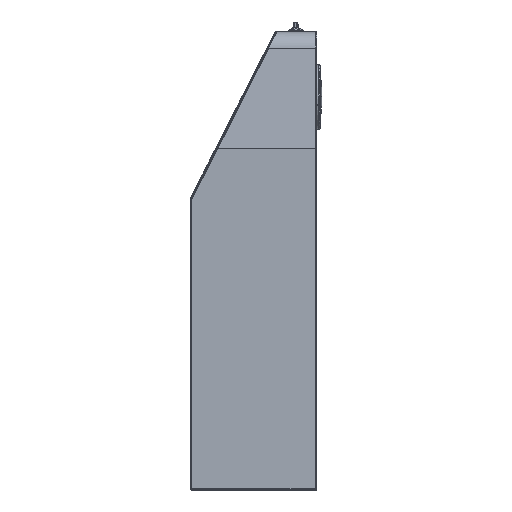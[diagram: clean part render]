
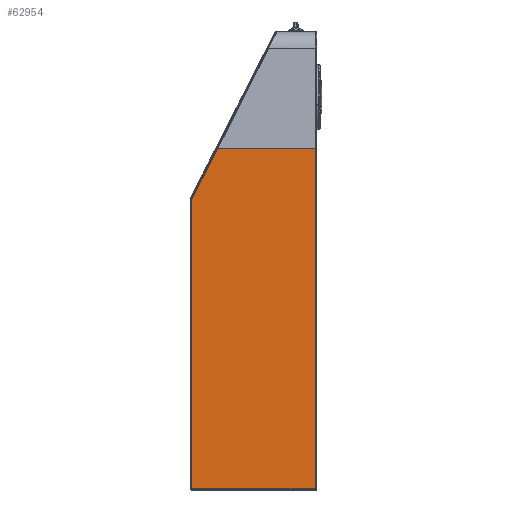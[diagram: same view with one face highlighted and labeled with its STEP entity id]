
A CAD part, left-side view. The second image highlights one B-rep face of the part: STEP entity #62954.
In plain terms, the highlighted face is planar.
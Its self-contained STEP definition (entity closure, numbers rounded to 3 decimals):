
#60131=DIRECTION('',(0.,-0.893,0.451));
#60132=VECTOR('',#60131,1.3);
#60133=CARTESIAN_POINT('',(0.5,1.16,126.914));
#60134=LINE('',#60133,#60132);
#60135=DIRECTION('',(0.,-0.893,0.451));
#60136=VECTOR('',#60135,1.3);
#60137=CARTESIAN_POINT('',(0.5,29.195,182.414));
#60138=LINE('',#60137,#60136);
#60139=DIRECTION('',(0.,1.,0.));
#60140=VECTOR('',#60139,109.366);
#60141=CARTESIAN_POINT('',(0.5,28.034,183.));
#60142=LINE('',#60141,#60140);
#60167=DIRECTION('',(0.,0.,-1.));
#60168=VECTOR('',#60167,322.5);
#60169=CARTESIAN_POINT('',(0.5,0.,127.5));
#60170=LINE('',#60169,#60168);
#60241=DIRECTION('',(0.,1.,0.));
#60242=VECTOR('',#60241,137.4);
#60243=CARTESIAN_POINT('',(0.5,0.,-195.));
#60244=LINE('',#60243,#60242);
#60353=DIRECTION('',(0.,0.,1.));
#60354=VECTOR('',#60353,378.);
#60355=CARTESIAN_POINT('',(0.5,137.4,-195.));
#60356=LINE('',#60355,#60354);
#60768=DIRECTION('',(0.,-0.451,-0.893));
#60769=VECTOR('',#60768,62.179);
#60770=CARTESIAN_POINT('',(0.5,29.195,182.414));
#60771=LINE('',#60770,#60769);
#62542=CARTESIAN_POINT('',(0.5,1.16,126.914));
#62543=CARTESIAN_POINT('',(0.5,0.,127.5));
#62544=VERTEX_POINT('',#62542);
#62545=VERTEX_POINT('',#62543);
#62674=CARTESIAN_POINT('',(0.5,29.195,182.414));
#62675=CARTESIAN_POINT('',(0.5,28.034,183.));
#62676=VERTEX_POINT('',#62674);
#62677=VERTEX_POINT('',#62675);
#62692=CARTESIAN_POINT('',(0.5,0.,-195.));
#62693=VERTEX_POINT('',#62692);
#62700=CARTESIAN_POINT('',(0.5,137.4,-195.));
#62701=VERTEX_POINT('',#62700);
#62714=CARTESIAN_POINT('',(0.5,137.4,183.));
#62715=VERTEX_POINT('',#62714);
#62933=CARTESIAN_POINT('',(0.5,0.,0.));
#62934=DIRECTION('',(-1.,0.,0.));
#62935=DIRECTION('',(0.,0.,1.));
#62936=AXIS2_PLACEMENT_3D('',#62933,#62934,#62935);
#62937=PLANE('',#62936);
#62939=ORIENTED_EDGE('',*,*,#62938,.F.);
#62941=ORIENTED_EDGE('',*,*,#62940,.F.);
#62943=ORIENTED_EDGE('',*,*,#62942,.F.);
#62945=ORIENTED_EDGE('',*,*,#62944,.T.);
#62947=ORIENTED_EDGE('',*,*,#62946,.T.);
#62949=ORIENTED_EDGE('',*,*,#62948,.F.);
#62951=ORIENTED_EDGE('',*,*,#62950,.F.);
#62952=EDGE_LOOP('',(#62939,#62941,#62943,#62945,#62947,#62949,#62951));
#62953=FACE_OUTER_BOUND('',#62952,.F.);
#62954=ADVANCED_FACE('',(#62953),#62937,.F.);
#62938=EDGE_CURVE('',#62545,#62693,#60170,.T.);
#62940=EDGE_CURVE('',#62544,#62545,#60134,.T.);
#62942=EDGE_CURVE('',#62676,#62544,#60771,.T.);
#62944=EDGE_CURVE('',#62676,#62677,#60138,.T.);
#62946=EDGE_CURVE('',#62677,#62715,#60142,.T.);
#62948=EDGE_CURVE('',#62701,#62715,#60356,.T.);
#62950=EDGE_CURVE('',#62693,#62701,#60244,.T.);
